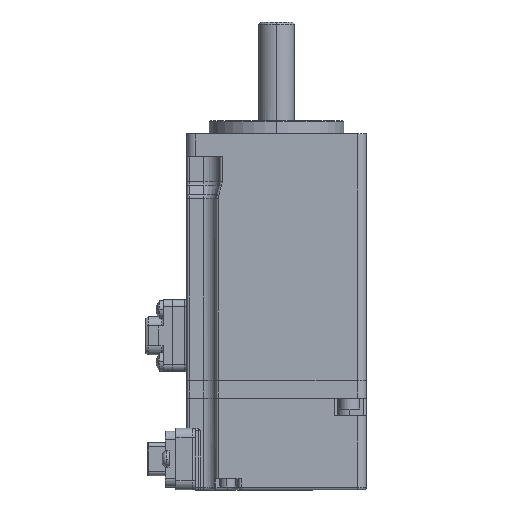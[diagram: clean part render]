
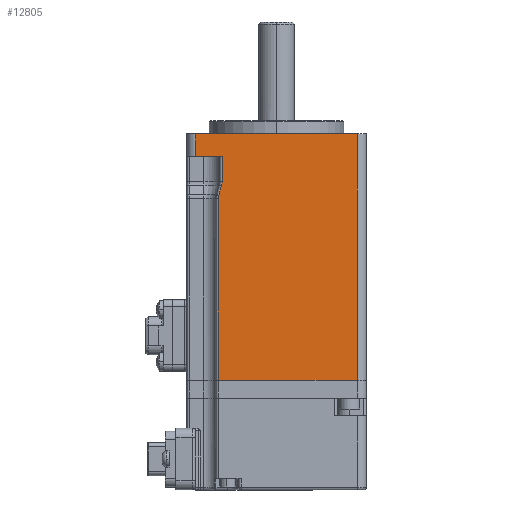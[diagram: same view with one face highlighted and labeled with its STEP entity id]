
A CAD part, top view. The second image highlights one B-rep face of the part: STEP entity #12805.
In plain terms, the highlighted planar face has unit normal (0, 0, 1).
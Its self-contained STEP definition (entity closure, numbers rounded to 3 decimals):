
#663 = DIRECTION ( 'NONE',  ( 0., -1., 0. ) ) ;
#1590 = FACE_OUTER_BOUND ( 'NONE', #22813, .T. ) ;
#1914 = DIRECTION ( 'NONE',  ( -1., 0., 0. ) ) ;
#2808 = LINE ( 'NONE', #7937, #4052 ) ;
#3312 = ORIENTED_EDGE ( 'NONE', *, *, #24747, .T. ) ;
#4052 = VECTOR ( 'NONE', #5051, 1000. ) ;
#4602 = VECTOR ( 'NONE', #15354, 1000. ) ;
#5051 = DIRECTION ( 'NONE',  ( 0., -1., 0. ) ) ;
#5256 = VERTEX_POINT ( 'NONE', #17403 ) ;
#5460 = DIRECTION ( 'NONE',  ( 1., 0., 0. ) ) ;
#5582 = EDGE_CURVE ( 'NONE', #16120, #13969, #11967, .T. ) ;
#6765 = VECTOR ( 'NONE', #12071, 1000. ) ;
#6807 = LINE ( 'NONE', #15120, #17683 ) ;
#6973 = DIRECTION ( 'NONE',  ( -0.27, -0.963, 0. ) ) ;
#7402 = PLANE ( 'NONE',  #28772 ) ;
#7937 = CARTESIAN_POINT ( 'NONE',  ( -18., -53.992, 20. ) ) ;
#8573 = ORIENTED_EDGE ( 'NONE', *, *, #18390, .T. ) ;
#9098 = CARTESIAN_POINT ( 'NONE',  ( -12.907, -70.718, 20. ) ) ;
#9167 = CARTESIAN_POINT ( 'NONE',  ( -18., -111.992, 20. ) ) ;
#9396 = AXIS2_PLACEMENT_3D ( 'NONE', #33666, #17145, #19923 ) ;
#9525 = ORIENTED_EDGE ( 'NONE', *, *, #14876, .T. ) ;
#9830 = DIRECTION ( 'NONE',  ( -1., 0., 0. ) ) ;
#10029 = EDGE_CURVE ( 'NONE', #16680, #14097, #2808, .T. ) ;
#10309 = CARTESIAN_POINT ( 'NONE',  ( -10.5, -71.392, 20. ) ) ;
#10712 = CARTESIAN_POINT ( 'NONE',  ( -18., -61.992, 20. ) ) ;
#10992 = ORIENTED_EDGE ( 'NONE', *, *, #31881, .T. ) ;
#11153 = CARTESIAN_POINT ( 'NONE',  ( 18., -111.992, 20. ) ) ;
#11298 = ORIENTED_EDGE ( 'NONE', *, *, #5582, .T. ) ;
#11967 = CIRCLE ( 'NONE', #18227, 2.5 ) ;
#12071 = DIRECTION ( 'NONE',  ( 1., 0., 0. ) ) ;
#12372 = VECTOR ( 'NONE', #29120, 1000. ) ;
#12765 = CARTESIAN_POINT ( 'NONE',  ( 18., -53.992, 20. ) ) ;
#12805 = ADVANCED_FACE ( 'NONE', ( #1590 ), #7402, .F. ) ;
#13094 = CARTESIAN_POINT ( 'NONE',  ( -13., -111.992, 20. ) ) ;
#13969 = VERTEX_POINT ( 'NONE', #24329 ) ;
#14097 = VERTEX_POINT ( 'NONE', #10712 ) ;
#14320 = CARTESIAN_POINT ( 'NONE',  ( -18., -56.992, 20. ) ) ;
#14876 = EDGE_CURVE ( 'NONE', #33531, #16680, #28330, .T. ) ;
#15029 = LINE ( 'NONE', #9167, #6765 ) ;
#15120 = CARTESIAN_POINT ( 'NONE',  ( -8.935, -56.531, 20. ) ) ;
#15354 = DIRECTION ( 'NONE',  ( 0., -1., 0. ) ) ;
#15515 = LINE ( 'NONE', #16755, #23781 ) ;
#15965 = ORIENTED_EDGE ( 'NONE', *, *, #31014, .T. ) ;
#16120 = VERTEX_POINT ( 'NONE', #9098 ) ;
#16680 = VERTEX_POINT ( 'NONE', #19756 ) ;
#16755 = CARTESIAN_POINT ( 'NONE',  ( -18., -61.992, 20. ) ) ;
#17145 = DIRECTION ( 'NONE',  ( 0., 0., -1. ) ) ;
#17403 = CARTESIAN_POINT ( 'NONE',  ( -12.163, -61.992, 20. ) ) ;
#17683 = VECTOR ( 'NONE', #6973, 1000. ) ;
#18227 = AXIS2_PLACEMENT_3D ( 'NONE', #10309, #29698, #1914 ) ;
#18390 = EDGE_CURVE ( 'NONE', #29790, #16120, #6807, .T. ) ;
#19756 = CARTESIAN_POINT ( 'NONE',  ( -18., -56.992, 20. ) ) ;
#19923 = DIRECTION ( 'NONE',  ( -1., 0., 0. ) ) ;
#20145 = EDGE_CURVE ( 'NONE', #24491, #32751, #15029, .T. ) ;
#20200 = EDGE_CURVE ( 'NONE', #13969, #24491, #28425, .T. ) ;
#20317 = CARTESIAN_POINT ( 'NONE',  ( -12.163, -67.58, 20. ) ) ;
#20408 = EDGE_CURVE ( 'NONE', #33531, #32751, #34436, .T. ) ;
#22813 = EDGE_LOOP ( 'NONE', ( #3312, #10992, #15965, #8573, #11298, #27415, #27688, #29919, #9525, #22940 ) ) ;
#22940 = ORIENTED_EDGE ( 'NONE', *, *, #10029, .T. ) ;
#23781 = VECTOR ( 'NONE', #5460, 1000. ) ;
#24329 = CARTESIAN_POINT ( 'NONE',  ( -13., -71.392, 20. ) ) ;
#24491 = VERTEX_POINT ( 'NONE', #13094 ) ;
#24747 = EDGE_CURVE ( 'NONE', #14097, #5256, #15515, .T. ) ;
#25448 = DIRECTION ( 'NONE',  ( -1., 0., 0. ) ) ;
#26126 = VERTEX_POINT ( 'NONE', #27934 ) ;
#26550 = CARTESIAN_POINT ( 'NONE',  ( -12.293, -68.524, 20. ) ) ;
#26781 = DIRECTION ( 'NONE',  ( 0., 0., -1. ) ) ;
#27415 = ORIENTED_EDGE ( 'NONE', *, *, #20200, .T. ) ;
#27688 = ORIENTED_EDGE ( 'NONE', *, *, #20145, .T. ) ;
#27934 = CARTESIAN_POINT ( 'NONE',  ( -12.163, -67.58, 20. ) ) ;
#28330 = LINE ( 'NONE', #14320, #33523 ) ;
#28425 = LINE ( 'NONE', #29255, #4602 ) ;
#28772 = AXIS2_PLACEMENT_3D ( 'NONE', #35110, #26781, #9830 ) ;
#29120 = DIRECTION ( 'NONE',  ( 0., -1., 0. ) ) ;
#29255 = CARTESIAN_POINT ( 'NONE',  ( -13., -53.992, 20. ) ) ;
#29644 = LINE ( 'NONE', #20317, #30103 ) ;
#29698 = DIRECTION ( 'NONE',  ( 0., 0., 1. ) ) ;
#29790 = VERTEX_POINT ( 'NONE', #26550 ) ;
#29919 = ORIENTED_EDGE ( 'NONE', *, *, #20408, .F. ) ;
#30103 = VECTOR ( 'NONE', #663, 1000. ) ;
#31014 = EDGE_CURVE ( 'NONE', #26126, #29790, #34087, .T. ) ;
#31881 = EDGE_CURVE ( 'NONE', #5256, #26126, #29644, .T. ) ;
#32751 = VERTEX_POINT ( 'NONE', #11153 ) ;
#33484 = CARTESIAN_POINT ( 'NONE',  ( 18., -56.992, 20. ) ) ;
#33523 = VECTOR ( 'NONE', #25448, 1000. ) ;
#33531 = VERTEX_POINT ( 'NONE', #33484 ) ;
#33666 = CARTESIAN_POINT ( 'NONE',  ( -15.663, -67.58, 20. ) ) ;
#34087 = CIRCLE ( 'NONE', #9396, 3.5 ) ;
#34436 = LINE ( 'NONE', #12765, #12372 ) ;
#35110 = CARTESIAN_POINT ( 'NONE',  ( -18., -53.992, 20. ) ) ;
